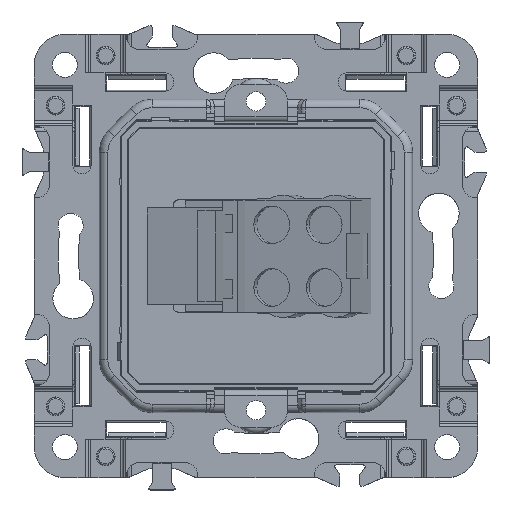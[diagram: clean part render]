
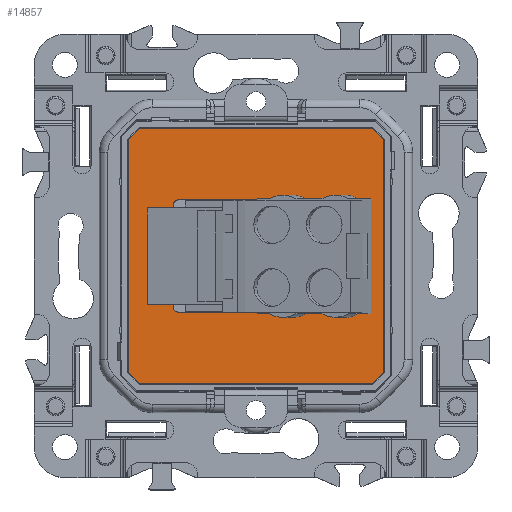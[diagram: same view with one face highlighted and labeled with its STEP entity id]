
A CAD part, top view. The second image highlights one B-rep face of the part: STEP entity #14857.
In plain terms, the highlighted planar face has unit normal (0, 0, 1).
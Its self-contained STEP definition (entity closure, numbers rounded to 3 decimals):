
#50 = CARTESIAN_POINT ( 'NONE',  ( -13.719, 1318.834, -2.863 ) ) ;
#1137 = DIRECTION ( 'NONE',  ( 0., -1., 0. ) ) ;
#1212 = VERTEX_POINT ( 'NONE', #23977 ) ;
#1322 = ORIENTED_EDGE ( 'NONE', *, *, #13324, .T. ) ;
#2000 = CARTESIAN_POINT ( 'NONE',  ( 7.538, 1298.865, -2.863 ) ) ;
#2033 = DIRECTION ( 'NONE',  ( 0., -1., 0. ) ) ;
#2238 = CARTESIAN_POINT ( 'NONE',  ( -13.719, 1318.834, -2.863 ) ) ;
#2388 = CARTESIAN_POINT ( 'NONE',  ( 7.538, 1319.365, -2.863 ) ) ;
#3520 = CARTESIAN_POINT ( 'NONE',  ( -0.5, 1331.735, -2.863 ) ) ;
#3813 = EDGE_CURVE ( 'NONE', #24347, #1212, #16926, .T. ) ;
#4741 = CARTESIAN_POINT ( 'NONE',  ( 7.538, 1302.688, -2.863 ) ) ;
#5803 = EDGE_LOOP ( 'NONE', ( #41803, #17233, #52565, #47660 ) ) ;
#6122 = CARTESIAN_POINT ( 'NONE',  ( 7.538, 1302.165, -2.863 ) ) ;
#6220 = VECTOR ( 'NONE', #31262, 1000. ) ;
#7441 = LINE ( 'NONE', #20718, #6220 ) ;
#7478 = VERTEX_POINT ( 'NONE', #7724 ) ;
#7702 = DIRECTION ( 'NONE',  ( -1., 0., 0. ) ) ;
#7724 = CARTESIAN_POINT ( 'NONE',  ( 20.47, 1331.735, -2.863 ) ) ;
#7764 =( BOUNDED_CURVE ( )  B_SPLINE_CURVE ( 3, ( #34735, #11529, #12140, #53126 ),
 .UNSPECIFIED., .F., .F. ) 
 B_SPLINE_CURVE_WITH_KNOTS ( ( 4, 4 ),
 ( 5.498, 7.068 ),
 .UNSPECIFIED. ) 
 CURVE ( )  GEOMETRIC_REPRESENTATION_ITEM ( )  RATIONAL_B_SPLINE_CURVE ( ( 1., 0.805, 0.805, 1. ) ) 
 REPRESENTATION_ITEM ( '' )  );
#8348 = VECTOR ( 'NONE', #47340, 1000. ) ;
#8905 = CARTESIAN_POINT ( 'NONE',  ( 20.47, 1289.794, -2.863 ) ) ;
#9102 = CARTESIAN_POINT ( 'NONE',  ( -13.719, 1319.361, -2.863 ) ) ;
#9423 = EDGE_CURVE ( 'NONE', #40172, #58174, #7764, .T. ) ;
#10230 = DIRECTION ( 'NONE',  ( 0., 1., 0. ) ) ;
#10539 = LINE ( 'NONE', #24991, #8348 ) ;
#11219 = EDGE_CURVE ( 'NONE', #31687, #57267, #7441, .T. ) ;
#11366 = FACE_OUTER_BOUND ( 'NONE', #5803, .T. ) ;
#11529 = CARTESIAN_POINT ( 'NONE',  ( -13.346, 1301.796, -2.863 ) ) ;
#11694 = CARTESIAN_POINT ( 'NONE',  ( 7.112, 1319.734, -2.863 ) ) ;
#11918 = ORIENTED_EDGE ( 'NONE', *, *, #50945, .T. ) ;
#12140 = CARTESIAN_POINT ( 'NONE',  ( -13.719, 1302.169, -2.863 ) ) ;
#13190 = VECTOR ( 'NONE', #7702, 1000. ) ;
#13324 = EDGE_CURVE ( 'NONE', #43813, #28605, #26633, .T. ) ;
#13696 = CARTESIAN_POINT ( 'NONE',  ( -1.5, 1301.796, -2.863 ) ) ;
#14808 = EDGE_CURVE ( 'NONE', #47437, #31687, #19823, .T. ) ;
#14857 = ADVANCED_FACE ( 'NONE', ( #52365, #11366 ), #43324, .F. ) ;
#14997 = DIRECTION ( 'NONE',  ( 0., 0., -1. ) ) ;
#16033 = ORIENTED_EDGE ( 'NONE', *, *, #9423, .T. ) ;
#16926 =( BOUNDED_CURVE ( )  B_SPLINE_CURVE ( 3, ( #18871, #6122, #33826, #42902 ),
 .UNSPECIFIED., .F., .F. ) 
 B_SPLINE_CURVE_WITH_KNOTS ( ( 4, 4 ),
 ( 6.257, 7.819 ),
 .UNSPECIFIED. ) 
 CURVE ( )  GEOMETRIC_REPRESENTATION_ITEM ( )  RATIONAL_B_SPLINE_CURVE ( ( 1., 0.807, 0.807, 1. ) ) 
 REPRESENTATION_ITEM ( '' )  );
#17233 = ORIENTED_EDGE ( 'NONE', *, *, #11219, .T. ) ;
#18375 = LINE ( 'NONE', #2000, #52505 ) ;
#18871 = CARTESIAN_POINT ( 'NONE',  ( 7.538, 1302.688, -2.863 ) ) ;
#19113 = LINE ( 'NONE', #13696, #54272 ) ;
#19823 = LINE ( 'NONE', #20106, #59553 ) ;
#20106 = CARTESIAN_POINT ( 'NONE',  ( -21.47, 1296.24, -2.863 ) ) ;
#20718 = CARTESIAN_POINT ( 'NONE',  ( 10.692, 1289.794, -2.863 ) ) ;
#20878 = ORIENTED_EDGE ( 'NONE', *, *, #3813, .T. ) ;
#21454 = EDGE_CURVE ( 'NONE', #1212, #40172, #19113, .T. ) ;
#23977 = CARTESIAN_POINT ( 'NONE',  ( 6.508, 1301.796, -2.863 ) ) ;
#24347 = VERTEX_POINT ( 'NONE', #4741 ) ;
#24991 = CARTESIAN_POINT ( 'NONE',  ( 20.47, 1325.29, -2.863 ) ) ;
#25063 = ORIENTED_EDGE ( 'NONE', *, *, #29621, .T. ) ;
#26633 =( BOUNDED_CURVE ( )  B_SPLINE_CURVE ( 3, ( #50, #9102, #54909, #54618 ),
 .UNSPECIFIED., .F., .F. ) 
 B_SPLINE_CURVE_WITH_KNOTS ( ( 4, 4 ),
 ( 5.498, 7.068 ),
 .UNSPECIFIED. ) 
 CURVE ( )  GEOMETRIC_REPRESENTATION_ITEM ( )  RATIONAL_B_SPLINE_CURVE ( ( 1., 0.805, 0.805, 1. ) ) 
 REPRESENTATION_ITEM ( '' )  );
#27681 = CARTESIAN_POINT ( 'NONE',  ( -21.47, 1331.735, -2.863 ) ) ;
#28605 = VERTEX_POINT ( 'NONE', #53274 ) ;
#29621 = EDGE_CURVE ( 'NONE', #32965, #39935, #32192, .T. ) ;
#30129 = DIRECTION ( 'NONE',  ( 1., 0., 0. ) ) ;
#30251 = CARTESIAN_POINT ( 'NONE',  ( -21.47, 1289.794, -2.863 ) ) ;
#30394 = CARTESIAN_POINT ( 'NONE',  ( -12.819, 1301.796, -2.863 ) ) ;
#30685 = CARTESIAN_POINT ( 'NONE',  ( 7.538, 1318.841, -2.863 ) ) ;
#30720 = CARTESIAN_POINT ( 'NONE',  ( -1.5, 1319.734, -2.863 ) ) ;
#31147 = EDGE_CURVE ( 'NONE', #24347, #39935, #18375, .T. ) ;
#31262 = DIRECTION ( 'NONE',  ( 1., 0., 0. ) ) ;
#31661 = AXIS2_PLACEMENT_3D ( 'NONE', #33103, #14997, #2033 ) ;
#31687 = VERTEX_POINT ( 'NONE', #30251 ) ;
#31831 = ORIENTED_EDGE ( 'NONE', *, *, #21454, .T. ) ;
#32192 =( BOUNDED_CURVE ( )  B_SPLINE_CURVE ( 3, ( #58105, #11694, #2388, #30685 ),
 .UNSPECIFIED., .F., .F. ) 
 B_SPLINE_CURVE_WITH_KNOTS ( ( 4, 4 ),
 ( 1.606, 3.168 ),
 .UNSPECIFIED. ) 
 CURVE ( )  GEOMETRIC_REPRESENTATION_ITEM ( )  RATIONAL_B_SPLINE_CURVE ( ( 1., 0.807, 0.807, 1. ) ) 
 REPRESENTATION_ITEM ( '' )  );
#32696 = DIRECTION ( 'NONE',  ( -1., 0., 0. ) ) ;
#32929 = EDGE_CURVE ( 'NONE', #7478, #47437, #40556, .T. ) ;
#32965 = VERTEX_POINT ( 'NONE', #35738 ) ;
#33103 = CARTESIAN_POINT ( 'NONE',  ( -0.5, 1321.265, -2.863 ) ) ;
#33554 = ORIENTED_EDGE ( 'NONE', *, *, #31147, .F. ) ;
#33764 = VECTOR ( 'NONE', #30129, 1000. ) ;
#33826 = CARTESIAN_POINT ( 'NONE',  ( 7.112, 1301.796, -2.863 ) ) ;
#34246 = DIRECTION ( 'NONE',  ( 0., 1., 0. ) ) ;
#34735 = CARTESIAN_POINT ( 'NONE',  ( -12.819, 1301.796, -2.863 ) ) ;
#35738 = CARTESIAN_POINT ( 'NONE',  ( 6.508, 1319.734, -2.863 ) ) ;
#36139 = ORIENTED_EDGE ( 'NONE', *, *, #40035, .T. ) ;
#36493 = CARTESIAN_POINT ( 'NONE',  ( -13.719, 1302.696, -2.863 ) ) ;
#39935 = VERTEX_POINT ( 'NONE', #41890 ) ;
#40035 = EDGE_CURVE ( 'NONE', #58174, #43813, #56603, .T. ) ;
#40172 = VERTEX_POINT ( 'NONE', #30394 ) ;
#40556 = LINE ( 'NONE', #3520, #13190 ) ;
#41803 = ORIENTED_EDGE ( 'NONE', *, *, #14808, .T. ) ;
#41890 = CARTESIAN_POINT ( 'NONE',  ( 7.538, 1318.841, -2.863 ) ) ;
#42464 = CARTESIAN_POINT ( 'NONE',  ( -13.719, 1300.265, -2.863 ) ) ;
#42902 = CARTESIAN_POINT ( 'NONE',  ( 6.508, 1301.796, -2.863 ) ) ;
#43324 = PLANE ( 'NONE',  #31661 ) ;
#43446 = VECTOR ( 'NONE', #10230, 1000. ) ;
#43813 = VERTEX_POINT ( 'NONE', #2238 ) ;
#47340 = DIRECTION ( 'NONE',  ( 0., 1., 0. ) ) ;
#47437 = VERTEX_POINT ( 'NONE', #27681 ) ;
#47660 = ORIENTED_EDGE ( 'NONE', *, *, #32929, .T. ) ;
#49723 = LINE ( 'NONE', #30720, #33764 ) ;
#50945 = EDGE_CURVE ( 'NONE', #28605, #32965, #49723, .T. ) ;
#52365 = FACE_BOUND ( 'NONE', #58933, .T. ) ;
#52505 = VECTOR ( 'NONE', #34246, 1000. ) ;
#52565 = ORIENTED_EDGE ( 'NONE', *, *, #58418, .T. ) ;
#53126 = CARTESIAN_POINT ( 'NONE',  ( -13.719, 1302.696, -2.863 ) ) ;
#53274 = CARTESIAN_POINT ( 'NONE',  ( -12.819, 1319.734, -2.863 ) ) ;
#54272 = VECTOR ( 'NONE', #32696, 1000. ) ;
#54618 = CARTESIAN_POINT ( 'NONE',  ( -12.819, 1319.734, -2.863 ) ) ;
#54909 = CARTESIAN_POINT ( 'NONE',  ( -13.346, 1319.734, -2.863 ) ) ;
#56603 = LINE ( 'NONE', #42464, #43446 ) ;
#57267 = VERTEX_POINT ( 'NONE', #8905 ) ;
#58105 = CARTESIAN_POINT ( 'NONE',  ( 6.508, 1319.734, -2.863 ) ) ;
#58174 = VERTEX_POINT ( 'NONE', #36493 ) ;
#58418 = EDGE_CURVE ( 'NONE', #57267, #7478, #10539, .T. ) ;
#58933 = EDGE_LOOP ( 'NONE', ( #31831, #16033, #36139, #1322, #11918, #25063, #33554, #20878 ) ) ;
#59553 = VECTOR ( 'NONE', #1137, 1000. ) ;
